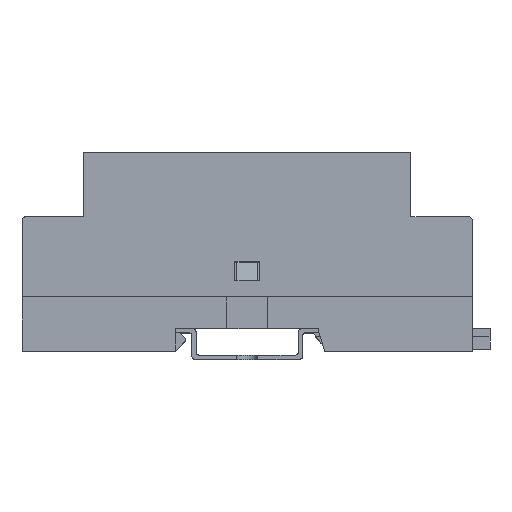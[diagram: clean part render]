
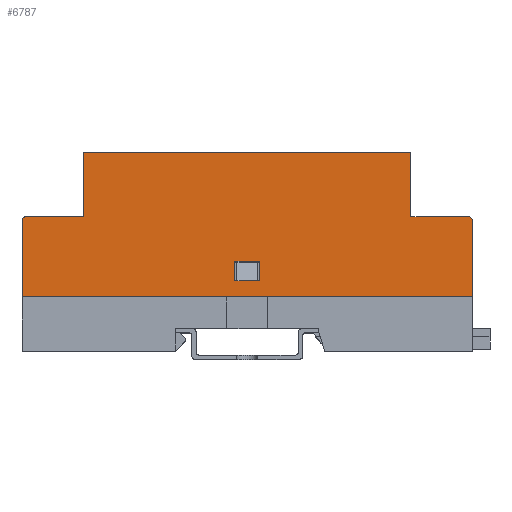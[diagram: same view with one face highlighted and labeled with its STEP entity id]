
A CAD part, top view. The second image highlights one B-rep face of the part: STEP entity #6787.
In plain terms, the highlighted face is planar.
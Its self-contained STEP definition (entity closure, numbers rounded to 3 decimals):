
#5 = LINE ( 'NONE', #16792, #11917 ) ;
#69 = EDGE_CURVE ( 'NONE', #11369, #10719, #21174, .T. ) ;
#95 = ORIENTED_EDGE ( 'NONE', *, *, #14000, .F. ) ;
#496 = ORIENTED_EDGE ( 'NONE', *, *, #8532, .F. ) ;
#514 = VERTEX_POINT ( 'NONE', #6765 ) ;
#1258 = EDGE_CURVE ( 'NONE', #3572, #12383, #17131, .T. ) ;
#1565 = DIRECTION ( 'NONE',  ( -1., 0., 0. ) ) ;
#1659 = ORIENTED_EDGE ( 'NONE', *, *, #17875, .F. ) ;
#1672 = ORIENTED_EDGE ( 'NONE', *, *, #1258, .F. ) ;
#1815 = CARTESIAN_POINT ( 'NONE',  ( -55., 18.6, -17.5 ) ) ;
#1971 = DIRECTION ( 'NONE',  ( 0., -1., 0. ) ) ;
#2090 = CARTESIAN_POINT ( 'NONE',  ( 3., 8.7, -17.5 ) ) ;
#2126 = VERTEX_POINT ( 'NONE', #12213 ) ;
#2217 = DIRECTION ( 'NONE',  ( 0., 0., 1. ) ) ;
#2359 = CARTESIAN_POINT ( 'NONE',  ( 55., 0., -17.5 ) ) ;
#3103 = LINE ( 'NONE', #13065, #21415 ) ;
#3167 = CARTESIAN_POINT ( 'NONE',  ( -55., 0., -17.5 ) ) ;
#3202 = VERTEX_POINT ( 'NONE', #2359 ) ;
#3345 = VERTEX_POINT ( 'NONE', #14923 ) ;
#3572 = VERTEX_POINT ( 'NONE', #17663 ) ;
#3598 = DIRECTION ( 'NONE',  ( 0., 0., -1. ) ) ;
#3613 = VECTOR ( 'NONE', #1971, 1000. ) ;
#3696 = EDGE_CURVE ( 'NONE', #2126, #8832, #15868, .T. ) ;
#3857 = CARTESIAN_POINT ( 'NONE',  ( 40., 19.6, -17.5 ) ) ;
#4013 = VECTOR ( 'NONE', #20055, 1000. ) ;
#4214 = DIRECTION ( 'NONE',  ( -1., 0., 0. ) ) ;
#4573 = EDGE_LOOP ( 'NONE', ( #1659, #6448, #21408, #8561, #1672, #11902, #12226, #5859, #17274, #5774 ) ) ;
#4656 = VECTOR ( 'NONE', #16515, 1000. ) ;
#5458 = LINE ( 'NONE', #14665, #6251 ) ;
#5688 = VECTOR ( 'NONE', #4214, 1000. ) ;
#5774 = ORIENTED_EDGE ( 'NONE', *, *, #18604, .T. ) ;
#5859 = ORIENTED_EDGE ( 'NONE', *, *, #3696, .T. ) ;
#6149 = DIRECTION ( 'NONE',  ( 1., 0., 0. ) ) ;
#6251 = VECTOR ( 'NONE', #6149, 1000. ) ;
#6448 = ORIENTED_EDGE ( 'NONE', *, *, #10025, .T. ) ;
#6765 = CARTESIAN_POINT ( 'NONE',  ( -3., 8.7, -17.5 ) ) ;
#6787 = ADVANCED_FACE ( 'NONE', ( #11743, #13040 ), #10725, .F. ) ;
#6954 = LINE ( 'NONE', #13274, #4013 ) ;
#7165 = DIRECTION ( 'NONE',  ( 1., 0., 0. ) ) ;
#7186 = CARTESIAN_POINT ( 'NONE',  ( -55., 35.3, -17.5 ) ) ;
#7766 = VERTEX_POINT ( 'NONE', #1815 ) ;
#7805 = EDGE_CURVE ( 'NONE', #3345, #3572, #19685, .T. ) ;
#8532 = EDGE_CURVE ( 'NONE', #9090, #13044, #12312, .T. ) ;
#8561 = ORIENTED_EDGE ( 'NONE', *, *, #21414, .T. ) ;
#8731 = ORIENTED_EDGE ( 'NONE', *, *, #11153, .F. ) ;
#8779 = DIRECTION ( 'NONE',  ( -1., 0., 0. ) ) ;
#8832 = VERTEX_POINT ( 'NONE', #19040 ) ;
#9090 = VERTEX_POINT ( 'NONE', #9591 ) ;
#9327 = VECTOR ( 'NONE', #18922, 1000. ) ;
#9591 = CARTESIAN_POINT ( 'NONE',  ( 3., 4., -17.5 ) ) ;
#9974 = DIRECTION ( 'NONE',  ( -1., 0., 0. ) ) ;
#10025 = EDGE_CURVE ( 'NONE', #7766, #10719, #20992, .T. ) ;
#10612 = AXIS2_PLACEMENT_3D ( 'NONE', #7186, #2217, #19030 ) ;
#10673 = AXIS2_PLACEMENT_3D ( 'NONE', #15656, #3598, #7165 ) ;
#10719 = VERTEX_POINT ( 'NONE', #15488 ) ;
#10725 = PLANE ( 'NONE',  #10612 ) ;
#11153 = EDGE_CURVE ( 'NONE', #18625, #9090, #5, .T. ) ;
#11346 = CARTESIAN_POINT ( 'NONE',  ( 54., 18.6, -17.5 ) ) ;
#11369 = VERTEX_POINT ( 'NONE', #12197 ) ;
#11633 = CARTESIAN_POINT ( 'NONE',  ( -3., 8.7, -17.5 ) ) ;
#11699 = CARTESIAN_POINT ( 'NONE',  ( -55., 35.3, -17.5 ) ) ;
#11743 = FACE_BOUND ( 'NONE', #16880, .T. ) ;
#11902 = ORIENTED_EDGE ( 'NONE', *, *, #7805, .F. ) ;
#11917 = VECTOR ( 'NONE', #17237, 1000. ) ;
#12068 = LINE ( 'NONE', #20682, #15256 ) ;
#12197 = CARTESIAN_POINT ( 'NONE',  ( -40., 19.6, -17.5 ) ) ;
#12213 = CARTESIAN_POINT ( 'NONE',  ( 54., 19.6, -17.5 ) ) ;
#12226 = ORIENTED_EDGE ( 'NONE', *, *, #17033, .F. ) ;
#12312 = LINE ( 'NONE', #12576, #5688 ) ;
#12383 = VERTEX_POINT ( 'NONE', #16428 ) ;
#12576 = CARTESIAN_POINT ( 'NONE',  ( 3., 4., -17.5 ) ) ;
#12966 = DIRECTION ( 'NONE',  ( 0., 0., -1. ) ) ;
#13040 = FACE_OUTER_BOUND ( 'NONE', #4573, .T. ) ;
#13044 = VERTEX_POINT ( 'NONE', #21755 ) ;
#13065 = CARTESIAN_POINT ( 'NONE',  ( 40., 19.6, -17.5 ) ) ;
#13112 = VECTOR ( 'NONE', #21334, 1000. ) ;
#13274 = CARTESIAN_POINT ( 'NONE',  ( -40., 19.6, -17.5 ) ) ;
#13681 = LINE ( 'NONE', #14006, #3613 ) ;
#14000 = EDGE_CURVE ( 'NONE', #514, #18625, #5458, .T. ) ;
#14006 = CARTESIAN_POINT ( 'NONE',  ( -55., 35.3, -17.5 ) ) ;
#14665 = CARTESIAN_POINT ( 'NONE',  ( 3., 8.7, -17.5 ) ) ;
#14923 = CARTESIAN_POINT ( 'NONE',  ( 40., 19.6, -17.5 ) ) ;
#15256 = VECTOR ( 'NONE', #19191, 1000. ) ;
#15488 = CARTESIAN_POINT ( 'NONE',  ( -54., 19.6, -17.5 ) ) ;
#15656 = CARTESIAN_POINT ( 'NONE',  ( -54., 18.6, -17.5 ) ) ;
#15868 = CIRCLE ( 'NONE', #19623, 1. ) ;
#16428 = CARTESIAN_POINT ( 'NONE',  ( -40., 35.3, -17.5 ) ) ;
#16515 = DIRECTION ( 'NONE',  ( 0., 1., 0. ) ) ;
#16792 = CARTESIAN_POINT ( 'NONE',  ( 3., 8.7, -17.5 ) ) ;
#16880 = EDGE_LOOP ( 'NONE', ( #95, #19965, #496, #8731 ) ) ;
#17033 = EDGE_CURVE ( 'NONE', #2126, #3345, #3103, .T. ) ;
#17117 = VERTEX_POINT ( 'NONE', #3167 ) ;
#17131 = LINE ( 'NONE', #11699, #20600 ) ;
#17198 = VECTOR ( 'NONE', #8779, 1000. ) ;
#17237 = DIRECTION ( 'NONE',  ( 0., -1., 0. ) ) ;
#17274 = ORIENTED_EDGE ( 'NONE', *, *, #18782, .T. ) ;
#17401 = LINE ( 'NONE', #11633, #4656 ) ;
#17663 = CARTESIAN_POINT ( 'NONE',  ( 40., 35.3, -17.5 ) ) ;
#17875 = EDGE_CURVE ( 'NONE', #7766, #17117, #13681, .T. ) ;
#18057 = CARTESIAN_POINT ( 'NONE',  ( 55., 35.3, -17.5 ) ) ;
#18604 = EDGE_CURVE ( 'NONE', #3202, #17117, #12068, .T. ) ;
#18625 = VERTEX_POINT ( 'NONE', #2090 ) ;
#18782 = EDGE_CURVE ( 'NONE', #8832, #3202, #19783, .T. ) ;
#18922 = DIRECTION ( 'NONE',  ( 0., 1., 0. ) ) ;
#19030 = DIRECTION ( 'NONE',  ( 1., 0., 0. ) ) ;
#19040 = CARTESIAN_POINT ( 'NONE',  ( 55., 18.6, -17.5 ) ) ;
#19191 = DIRECTION ( 'NONE',  ( -1., 0., 0. ) ) ;
#19623 = AXIS2_PLACEMENT_3D ( 'NONE', #11346, #12966, #19744 ) ;
#19685 = LINE ( 'NONE', #3857, #9327 ) ;
#19744 = DIRECTION ( 'NONE',  ( 1., 0., 0. ) ) ;
#19783 = LINE ( 'NONE', #18057, #13112 ) ;
#19965 = ORIENTED_EDGE ( 'NONE', *, *, #20060, .F. ) ;
#20055 = DIRECTION ( 'NONE',  ( 0., 1., 0. ) ) ;
#20060 = EDGE_CURVE ( 'NONE', #13044, #514, #17401, .T. ) ;
#20593 = CARTESIAN_POINT ( 'NONE',  ( -40., 19.6, -17.5 ) ) ;
#20600 = VECTOR ( 'NONE', #1565, 1000. ) ;
#20682 = CARTESIAN_POINT ( 'NONE',  ( -55., 0., -17.5 ) ) ;
#20992 = CIRCLE ( 'NONE', #10673, 1. ) ;
#21174 = LINE ( 'NONE', #20593, #17198 ) ;
#21334 = DIRECTION ( 'NONE',  ( 0., -1., 0. ) ) ;
#21408 = ORIENTED_EDGE ( 'NONE', *, *, #69, .F. ) ;
#21414 = EDGE_CURVE ( 'NONE', #11369, #12383, #6954, .T. ) ;
#21415 = VECTOR ( 'NONE', #9974, 1000. ) ;
#21755 = CARTESIAN_POINT ( 'NONE',  ( -3., 4., -17.5 ) ) ;
